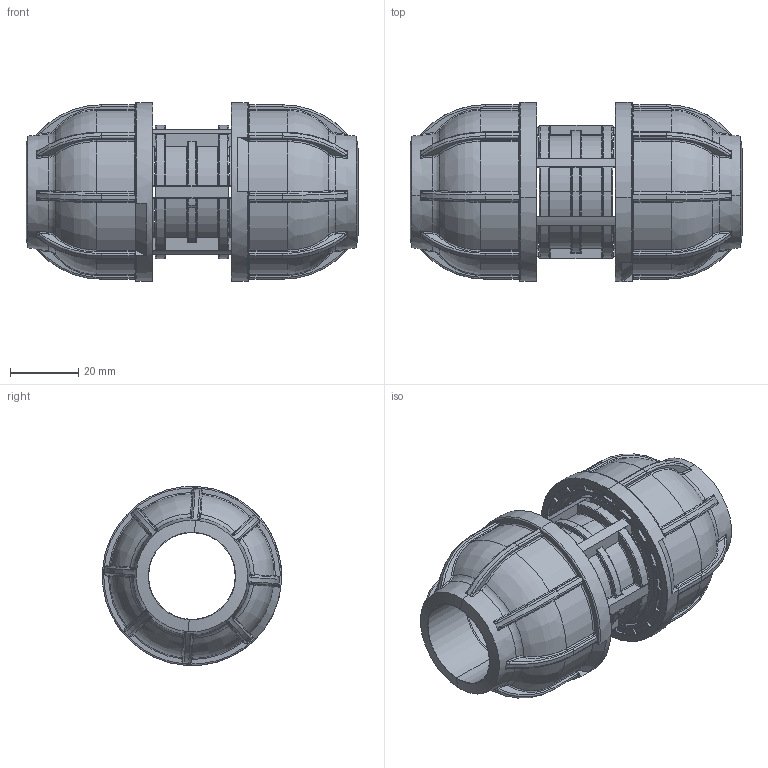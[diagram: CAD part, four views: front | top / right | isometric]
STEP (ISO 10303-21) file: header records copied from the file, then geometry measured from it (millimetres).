
FILE_DESCRIPTION (( 'STEP AP203' ), '1' );
FILE_NAME ('R210.025.025.step', '2013-11-19T09:07:47', ( 'Alusic' ), ( 'Alusic' ), 'SwSTEP 2.0', 'SolidWorks 2011', '' );
FILE_SCHEMA (( 'CONFIG_CONTROL_DESIGN' ));
Length unit declared in the file: millimetre
Products named in the file (1): R210.025.025
Bounding box: 97 x 52.35 x 52.3 mm (x, y, z)
Surface area: 34824.5 mm2 (no closed solid volume)
Topology: 0 solids, 5 shells, 1381 faces, 4089 edges, 2474 vertices
Faces by surface type: cylinder 418, torus 337, plane 276, bspline 250, sphere 74, cone 26
Entity records: 57678 total; most frequent: CARTESIAN_POINT 24161, DIRECTION 6920, ORIENTED_EDGE 6794, EDGE_CURVE 4061, AXIS2_PLACEMENT_3D 2973, VERTEX_POINT 2466, CIRCLE 1841, EDGE_LOOP 1387
